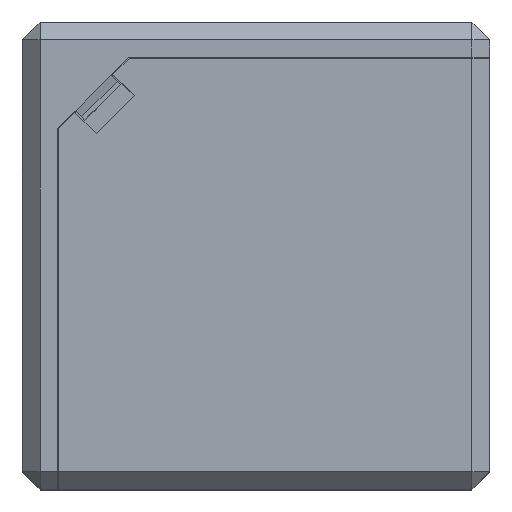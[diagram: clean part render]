
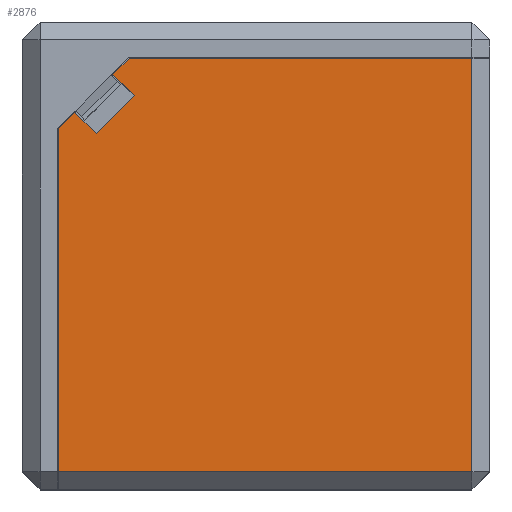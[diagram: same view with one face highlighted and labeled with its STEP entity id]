
A CAD part, top view. The second image highlights one B-rep face of the part: STEP entity #2876.
In plain terms, the highlighted face is planar.
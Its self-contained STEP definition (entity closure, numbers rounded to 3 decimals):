
#158=FACE_OUTER_BOUND('',#324,.T.);
#324=EDGE_LOOP('',(#1970,#1971,#1972,#1973,#1974,#1975,#1976,#1977,#1978));
#528=LINE('',#4139,#882);
#542=LINE('',#4168,#896);
#545=LINE('',#4173,#899);
#562=LINE('',#4206,#916);
#563=LINE('',#4208,#917);
#564=LINE('',#4210,#918);
#565=LINE('',#4212,#919);
#566=LINE('',#4214,#920);
#567=LINE('',#4215,#921);
#882=VECTOR('',#3313,10.);
#896=VECTOR('',#3331,10.);
#899=VECTOR('',#3336,10.);
#916=VECTOR('',#3363,10.);
#917=VECTOR('',#3364,10.);
#918=VECTOR('',#3365,10.);
#919=VECTOR('',#3366,10.);
#920=VECTOR('',#3367,10.);
#921=VECTOR('',#3368,10.);
#1231=VERTEX_POINT('',#4136);
#1232=VERTEX_POINT('',#4138);
#1244=VERTEX_POINT('',#4165);
#1245=VERTEX_POINT('',#4167);
#1257=VERTEX_POINT('',#4205);
#1258=VERTEX_POINT('',#4207);
#1259=VERTEX_POINT('',#4209);
#1260=VERTEX_POINT('',#4211);
#1261=VERTEX_POINT('',#4213);
#1499=EDGE_CURVE('',#1232,#1231,#528,.T.);
#1513=EDGE_CURVE('',#1245,#1244,#542,.T.);
#1516=EDGE_CURVE('',#1231,#1245,#545,.T.);
#1533=EDGE_CURVE('',#1244,#1257,#562,.T.);
#1534=EDGE_CURVE('',#1257,#1258,#563,.F.);
#1535=EDGE_CURVE('',#1259,#1258,#564,.T.);
#1536=EDGE_CURVE('',#1260,#1259,#565,.T.);
#1537=EDGE_CURVE('',#1260,#1261,#566,.F.);
#1538=EDGE_CURVE('',#1261,#1232,#567,.T.);
#1970=ORIENTED_EDGE('',*,*,#1499,.T.);
#1971=ORIENTED_EDGE('',*,*,#1516,.T.);
#1972=ORIENTED_EDGE('',*,*,#1513,.T.);
#1973=ORIENTED_EDGE('',*,*,#1533,.T.);
#1974=ORIENTED_EDGE('',*,*,#1534,.T.);
#1975=ORIENTED_EDGE('',*,*,#1535,.F.);
#1976=ORIENTED_EDGE('',*,*,#1536,.F.);
#1977=ORIENTED_EDGE('',*,*,#1537,.T.);
#1978=ORIENTED_EDGE('',*,*,#1538,.T.);
#2736=PLANE('',#3058);
#2876=ADVANCED_FACE('',(#158),#2736,.T.);
#3058=AXIS2_PLACEMENT_3D('',#4204,#3361,#3362);
#3313=DIRECTION('',(0.707,0.,0.707));
#3331=DIRECTION('',(-0.707,0.,-0.707));
#3336=DIRECTION('',(-0.707,0.,0.707));
#3361=DIRECTION('center_axis',(0.,1.,0.));
#3362=DIRECTION('ref_axis',(0.,0.,1.));
#3363=DIRECTION('',(-0.707,0.,0.707));
#3364=DIRECTION('',(0.,0.,-1.));
#3365=DIRECTION('',(-1.,0.,0.));
#3366=DIRECTION('',(0.,0.,1.));
#3367=DIRECTION('',(1.,0.,0.));
#3368=DIRECTION('',(-0.707,0.,0.707));
#4136=CARTESIAN_POINT('',(8.626,38.45,-44.428));
#4138=CARTESIAN_POINT('',(6.222,38.45,-46.832));
#4139=CARTESIAN_POINT('',(16.339,38.45,-36.715));
#4165=CARTESIAN_POINT('',(1.929,38.45,-42.539));
#4167=CARTESIAN_POINT('',(4.333,38.45,-40.135));
#4168=CARTESIAN_POINT('',(13.284,38.45,-31.184));
#4173=CARTESIAN_POINT('',(7.553,38.45,-43.354));
#4204=CARTESIAN_POINT('Origin',(24.381,38.45,-24.381));
#4205=CARTESIAN_POINT('',(0.1,38.45,-40.709));
#4206=CARTESIAN_POINT('',(6.078,38.45,-46.688));
#4207=CARTESIAN_POINT('',(0.1,38.45,-2.));
#4208=CARTESIAN_POINT('',(0.1,38.45,-36.571));
#4209=CARTESIAN_POINT('',(46.761,38.45,-2.));
#4210=CARTESIAN_POINT('',(12.19,38.45,-2.));
#4211=CARTESIAN_POINT('',(46.761,38.45,-48.661));
#4212=CARTESIAN_POINT('',(46.761,38.45,-12.19));
#4213=CARTESIAN_POINT('',(8.052,38.45,-48.661));
#4214=CARTESIAN_POINT('',(36.571,38.45,-48.661));
#4215=CARTESIAN_POINT('',(6.078,38.45,-46.688));
